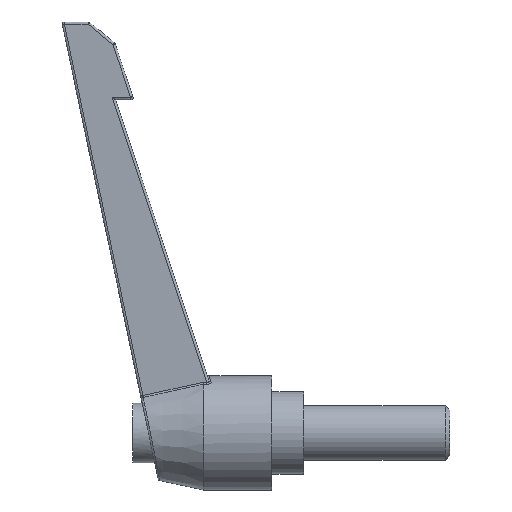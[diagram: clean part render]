
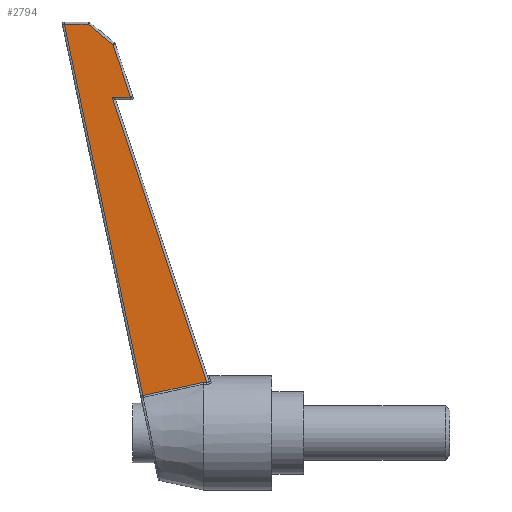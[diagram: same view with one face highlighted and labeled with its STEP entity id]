
A CAD part, left-side view. The second image highlights one B-rep face of the part: STEP entity #2794.
In plain terms, the highlighted planar face has unit normal (-0.999, 0.054, -0.005).
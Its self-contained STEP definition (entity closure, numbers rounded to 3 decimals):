
#60 = FACE_OUTER_BOUND ( 'NONE', #1359, .T. ) ;
#88 = CARTESIAN_POINT ( 'NONE',  ( -6.498, 10.045, 0.153 ) ) ;
#180 = EDGE_CURVE ( 'NONE', #2749, #5024, #474, .T. ) ;
#214 = CARTESIAN_POINT ( 'NONE',  ( -5.392, 38.399, 88.028 ) ) ;
#474 = B_SPLINE_CURVE_WITH_KNOTS ( 'NONE', 3,
 ( #1267, #4990, #4583, #860 ),
 .UNSPECIFIED., .F., .F.,
 ( 4, 4 ),
 ( 0., 1. ),
 .UNSPECIFIED. ) ;
#686 = CARTESIAN_POINT ( 'NONE',  ( -5.508, 34.954, 73.513 ) ) ;
#780 = ORIENTED_EDGE ( 'NONE', *, *, #1596, .T. ) ;
#860 = CARTESIAN_POINT ( 'NONE',  ( -6.325, 14.223, 11.067 ) ) ;
#863 = CARTESIAN_POINT ( 'NONE',  ( -6.004, 20.109, 9.987 ) ) ;
#936 = B_SPLINE_CURVE_WITH_KNOTS ( 'NONE', 3,
 ( #1366, #1339, #2240, #4655 ),
 .UNSPECIFIED., .F., .F.,
 ( 4, 4 ),
 ( 0., 1. ),
 .UNSPECIFIED. ) ;
#1148 = ORIENTED_EDGE ( 'NONE', *, *, #2067, .T. ) ;
#1212 = DIRECTION ( 'NONE',  ( -0.054, -0.999, 0. ) ) ;
#1267 = CARTESIAN_POINT ( 'NONE',  ( -6.282, 15.026, 11.093 ) ) ;
#1308 = CARTESIAN_POINT ( 'NONE',  ( -5.651, 32.287, 73.513 ) ) ;
#1334 = CARTESIAN_POINT ( 'NONE',  ( -5.579, 33.621, 73.513 ) ) ;
#1339 = CARTESIAN_POINT ( 'NONE',  ( -5.209, 41.941, 89.513 ) ) ;
#1359 = EDGE_LOOP ( 'NONE', ( #3002, #4341, #780, #2157, #1683, #3689, #1148, #4493 ) ) ;
#1366 = CARTESIAN_POINT ( 'NONE',  ( -5.302, 40.206, 89.513 ) ) ;
#1452 = CARTESIAN_POINT ( 'NONE',  ( -6.325, 14.223, 11.067 ) ) ;
#1555 = B_SPLINE_CURVE_WITH_KNOTS ( 'NONE', 3,
 ( #3926, #2297, #214, #1863 ),
 .UNSPECIFIED., .F., .F.,
 ( 4, 4 ),
 ( 0., 1. ),
 .UNSPECIFIED. ) ;
#1596 = EDGE_CURVE ( 'NONE', #5024, #3802, #4114, .T. ) ;
#1604 = CARTESIAN_POINT ( 'NONE',  ( -5.202, 39.685, 62.399 ) ) ;
#1683 = ORIENTED_EDGE ( 'NONE', *, *, #4850, .T. ) ;
#1733 = CARTESIAN_POINT ( 'NONE',  ( -5.56, 28.235, 8.17 ) ) ;
#1815 = CARTESIAN_POINT ( 'NONE',  ( -5.723, 30.954, 73.513 ) ) ;
#1863 = CARTESIAN_POINT ( 'NONE',  ( -5.302, 40.206, 89.513 ) ) ;
#1903 = CARTESIAN_POINT ( 'NONE',  ( -5.56, 28.235, 8.17 ) ) ;
#1952 = CARTESIAN_POINT ( 'NONE',  ( -5.56, 28.235, 8.17 ) ) ;
#2067 = EDGE_CURVE ( 'NONE', #2307, #4011, #936, .T. ) ;
#2126 = CARTESIAN_POINT ( 'NONE',  ( -5.571, 34.786, 85.056 ) ) ;
#2157 = ORIENTED_EDGE ( 'NONE', *, *, #2288, .T. ) ;
#2176 = VERTEX_POINT ( 'NONE', #1903 ) ;
#2205 = CARTESIAN_POINT ( 'NONE',  ( -5.022, 45.41, 89.513 ) ) ;
#2219 = CARTESIAN_POINT ( 'NONE',  ( -5.672, 32.231, 77.361 ) ) ;
#2233 = VERTEX_POINT ( 'NONE', #2126 ) ;
#2240 = CARTESIAN_POINT ( 'NONE',  ( -5.116, 43.675, 89.513 ) ) ;
#2288 = EDGE_CURVE ( 'NONE', #3802, #2348, #2764, .T. ) ;
#2297 = CARTESIAN_POINT ( 'NONE',  ( -5.482, 36.593, 86.542 ) ) ;
#2307 = VERTEX_POINT ( 'NONE', #4674 ) ;
#2348 = VERTEX_POINT ( 'NONE', #3556 ) ;
#2424 = CARTESIAN_POINT ( 'NONE',  ( -5.381, 33.96, 35.284 ) ) ;
#2445 = DIRECTION ( 'NONE',  ( -0.999, 0.054, -0.005 ) ) ;
#2585 = CARTESIAN_POINT ( 'NONE',  ( -5.571, 34.786, 85.056 ) ) ;
#2749 = VERTEX_POINT ( 'NONE', #4449 ) ;
#2764 = B_SPLINE_CURVE_WITH_KNOTS ( 'NONE', 3,
 ( #4242, #1334, #1308, #4648 ),
 .UNSPECIFIED., .F., .F.,
 ( 4, 4 ),
 ( 0., 1. ),
 .UNSPECIFIED. ) ;
#2794 = ADVANCED_FACE ( 'NONE', ( #60 ), #4503, .T. ) ;
#2822 = CARTESIAN_POINT ( 'NONE',  ( -5.508, 34.954, 73.513 ) ) ;
#2828 = EDGE_CURVE ( 'NONE', #2176, #2749, #4678, .T. ) ;
#2840 = CARTESIAN_POINT ( 'NONE',  ( -5.022, 45.41, 89.513 ) ) ;
#2939 = B_SPLINE_CURVE_WITH_KNOTS ( 'NONE', 3,
 ( #2840, #1604, #2424, #1952 ),
 .UNSPECIFIED., .F., .F.,
 ( 4, 4 ),
 ( 0., 1. ),
 .UNSPECIFIED. ) ;
#3002 = ORIENTED_EDGE ( 'NONE', *, *, #2828, .T. ) ;
#3176 = AXIS2_PLACEMENT_3D ( 'NONE', #88, #2445, #1212 ) ;
#3449 = CARTESIAN_POINT ( 'NONE',  ( -5.622, 33.509, 81.209 ) ) ;
#3556 = CARTESIAN_POINT ( 'NONE',  ( -5.723, 30.954, 73.513 ) ) ;
#3625 = CARTESIAN_POINT ( 'NONE',  ( -5.78, 28.043, 52.698 ) ) ;
#3689 = ORIENTED_EDGE ( 'NONE', *, *, #5014, .T. ) ;
#3802 = VERTEX_POINT ( 'NONE', #686 ) ;
#3926 = CARTESIAN_POINT ( 'NONE',  ( -5.571, 34.786, 85.056 ) ) ;
#4011 = VERTEX_POINT ( 'NONE', #2205 ) ;
#4050 = EDGE_CURVE ( 'NONE', #4011, #2176, #2939, .T. ) ;
#4114 = B_SPLINE_CURVE_WITH_KNOTS ( 'NONE', 3,
 ( #4354, #4846, #3625, #2822 ),
 .UNSPECIFIED., .F., .F.,
 ( 4, 4 ),
 ( 0., 1. ),
 .UNSPECIFIED. ) ;
#4146 = B_SPLINE_CURVE_WITH_KNOTS ( 'NONE', 3,
 ( #1815, #2219, #3449, #2585 ),
 .UNSPECIFIED., .F., .F.,
 ( 4, 4 ),
 ( 0., 1. ),
 .UNSPECIFIED. ) ;
#4205 = CARTESIAN_POINT ( 'NONE',  ( -5.764, 24.513, 9.012 ) ) ;
#4242 = CARTESIAN_POINT ( 'NONE',  ( -5.508, 34.954, 73.513 ) ) ;
#4341 = ORIENTED_EDGE ( 'NONE', *, *, #180, .T. ) ;
#4354 = CARTESIAN_POINT ( 'NONE',  ( -6.325, 14.223, 11.067 ) ) ;
#4449 = CARTESIAN_POINT ( 'NONE',  ( -6.282, 15.026, 11.093 ) ) ;
#4493 = ORIENTED_EDGE ( 'NONE', *, *, #4050, .T. ) ;
#4503 = PLANE ( 'NONE',  #3176 ) ;
#4583 = CARTESIAN_POINT ( 'NONE',  ( -6.311, 14.49, 11.076 ) ) ;
#4648 = CARTESIAN_POINT ( 'NONE',  ( -5.723, 30.954, 73.513 ) ) ;
#4655 = CARTESIAN_POINT ( 'NONE',  ( -5.022, 45.41, 89.513 ) ) ;
#4674 = CARTESIAN_POINT ( 'NONE',  ( -5.302, 40.206, 89.513 ) ) ;
#4678 = B_SPLINE_CURVE_WITH_KNOTS ( 'NONE', 3,
 ( #1733, #4205, #863, #5019 ),
 .UNSPECIFIED., .F., .F.,
 ( 4, 4 ),
 ( 0., 1. ),
 .UNSPECIFIED. ) ;
#4846 = CARTESIAN_POINT ( 'NONE',  ( -6.053, 21.133, 31.882 ) ) ;
#4850 = EDGE_CURVE ( 'NONE', #2348, #2233, #4146, .T. ) ;
#4990 = CARTESIAN_POINT ( 'NONE',  ( -6.297, 14.758, 11.085 ) ) ;
#5014 = EDGE_CURVE ( 'NONE', #2233, #2307, #1555, .T. ) ;
#5019 = CARTESIAN_POINT ( 'NONE',  ( -6.282, 15.026, 11.093 ) ) ;
#5024 = VERTEX_POINT ( 'NONE', #1452 ) ;
